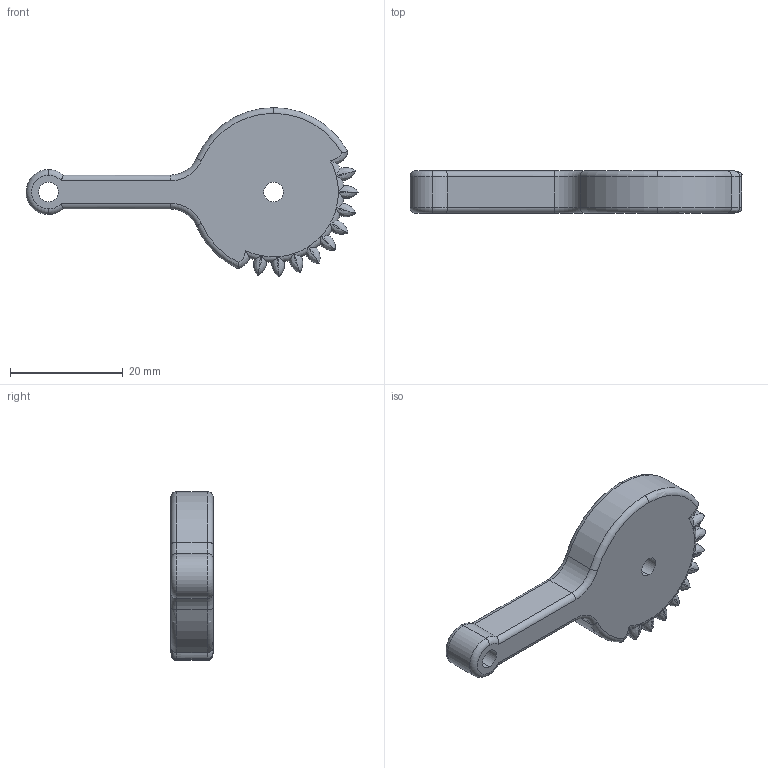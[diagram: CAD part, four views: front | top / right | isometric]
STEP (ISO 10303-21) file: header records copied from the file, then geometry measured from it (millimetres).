
FILE_DESCRIPTION (( 'STEP AP214' ), '1' );
FILE_NAME ('Engrenagem Esquerda.STEP', '2021-07-04T20:22:54', ( '' ), ( '' ), 'SwSTEP 2.0', 'SolidWorks 2021', '' );
FILE_SCHEMA (( 'AUTOMOTIVE_DESIGN' ));
Length unit declared in the file: millimetre
Products named in the file (1): Engrenagem Esquerda
Bounding box: 59 x 7.5 x 29.97 mm (x, y, z)
Volume: 6131 mm3; surface area: 3017.3 mm2
Topology: 1 solids, 1 shells, 169 faces, 409 edges, 242 vertices
Faces by surface type: bspline 60, torus 53, cylinder 34, plane 22
Entity records: 9585 total; most frequent: CARTESIAN_POINT 6242, ORIENTED_EDGE 818, DIRECTION 502, EDGE_CURVE 409, VERTEX_POINT 242, B_SPLINE_CURVE_WITH_KNOTS 238, AXIS2_PLACEMENT_3D 221, EDGE_LOOP 173
